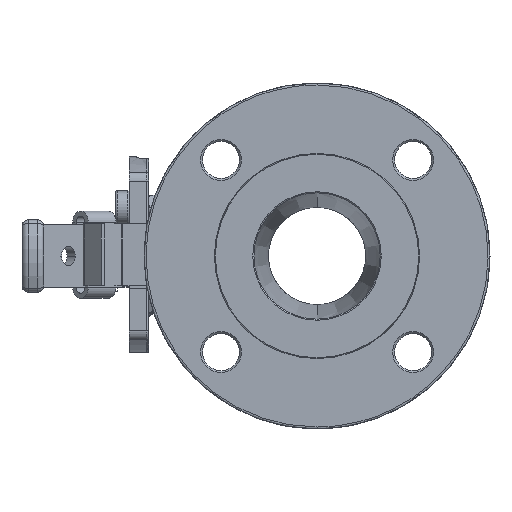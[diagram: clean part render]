
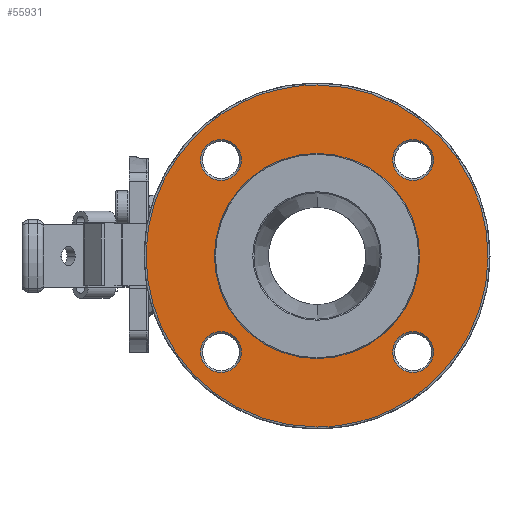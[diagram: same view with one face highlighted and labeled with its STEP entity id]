
A CAD part, left-side view. The second image highlights one B-rep face of the part: STEP entity #55931.
In plain terms, the highlighted planar face has unit normal (-1, 0, 0).
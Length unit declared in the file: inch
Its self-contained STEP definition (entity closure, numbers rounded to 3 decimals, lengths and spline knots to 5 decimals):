
#153 = AXIS2_PLACEMENT_3D ( 'NONE', #10653, #33340, #73488 ) ;
#3838 = CIRCLE ( 'NONE', #22794, 0.41339 ) ;
#4300 = AXIS2_PLACEMENT_3D ( 'NONE', #62518, #22348, #68079 ) ;
#5914 = DIRECTION ( 'NONE',  ( -1., 0., 0. ) ) ;
#6413 = CARTESIAN_POINT ( 'NONE',  ( -4.63694, -0.74861, 3.46063 ) ) ;
#7779 = DIRECTION ( 'NONE',  ( 1., 0., 0. ) ) ;
#8205 = DIRECTION ( 'NONE',  ( 0., -1., 0. ) ) ;
#10653 = CARTESIAN_POINT ( 'NONE',  ( -4.63694, -2.69315, 1.94454 ) ) ;
#11210 = CARTESIAN_POINT ( 'NONE',  ( -4.63694, -0.74861, -3.46063 ) ) ;
#11452 = ORIENTED_EDGE ( 'NONE', *, *, #61871, .T. ) ;
#11638 = CARTESIAN_POINT ( 'NONE',  ( -4.63694, -0.74861, -3.46063 ) ) ;
#11752 =( BOUNDED_CURVE ( )  B_SPLINE_CURVE ( 3, ( #6413, #29071, #51752, #35776 ),
 .UNSPECIFIED., .F., .F. ) 
 B_SPLINE_CURVE_WITH_KNOTS ( ( 4, 4 ),
 ( 0.5, 1. ),
 .UNSPECIFIED. ) 
 CURVE ( )  GEOMETRIC_REPRESENTATION_ITEM ( )  RATIONAL_B_SPLINE_CURVE ( ( 1., 0.333, 0.333, 1. ) ) 
 REPRESENTATION_ITEM ( '' )  );
#12285 = ORIENTED_EDGE ( 'NONE', *, *, #21097, .T. ) ;
#12816 = AXIS2_PLACEMENT_3D ( 'NONE', #17541, #27956, #28336 ) ;
#12947 = ORIENTED_EDGE ( 'NONE', *, *, #28505, .F. ) ;
#13313 = DIRECTION ( 'NONE',  ( 1., 0., 0. ) ) ;
#14381 = CIRCLE ( 'NONE', #153, 0.41339 ) ;
#14508 = CARTESIAN_POINT ( 'NONE',  ( -4.63694, -3.10654, 1.94454 ) ) ;
#15122 = EDGE_CURVE ( 'NONE', #40589, #61409, #57644, .T. ) ;
#15140 = CIRCLE ( 'NONE', #56732, 0.41339 ) ;
#16664 = FACE_BOUND ( 'NONE', #24264, .T. ) ;
#17250 = CIRCLE ( 'NONE', #43548, 0.41339 ) ;
#17301 = CIRCLE ( 'NONE', #32716, 0.41339 ) ;
#17541 = CARTESIAN_POINT ( 'NONE',  ( -4.63694, 1.19593, 1.94454 ) ) ;
#18166 = DIRECTION ( 'NONE',  ( 0., 1., 0. ) ) ;
#19456 = CARTESIAN_POINT ( 'NONE',  ( -4.63694, -0.74861, 3.46063 ) ) ;
#19645 = CARTESIAN_POINT ( 'NONE',  ( -4.63694, 1.19593, 1.94454 ) ) ;
#19870 = EDGE_LOOP ( 'NONE', ( #59767, #63704 ) ) ;
#20314 = DIRECTION ( 'NONE',  ( 1., 0., 0. ) ) ;
#20532 = ORIENTED_EDGE ( 'NONE', *, *, #40543, .T. ) ;
#21097 = EDGE_CURVE ( 'NONE', #27187, #59862, #67969, .T. ) ;
#21626 = EDGE_LOOP ( 'NONE', ( #11452, #41783 ) ) ;
#22157 = ORIENTED_EDGE ( 'NONE', *, *, #43256, .T. ) ;
#22240 = DIRECTION ( 'NONE',  ( 0., 0., 1. ) ) ;
#22348 = DIRECTION ( 'NONE',  ( 1., 0., 0. ) ) ;
#22595 = FACE_BOUND ( 'NONE', #21626, .T. ) ;
#22794 = AXIS2_PLACEMENT_3D ( 'NONE', #37762, #34707, #23153 ) ;
#23153 = DIRECTION ( 'NONE',  ( 0., -1., 0. ) ) ;
#23517 = CARTESIAN_POINT ( 'NONE',  ( -4.63694, 6.17265, 3.46063 ) ) ;
#23726 = DIRECTION ( 'NONE',  ( 1., 0., 0. ) ) ;
#23744 = CARTESIAN_POINT ( 'NONE',  ( -4.63694, 0.78255, -1.94454 ) ) ;
#24264 = EDGE_LOOP ( 'NONE', ( #22157, #12285 ) ) ;
#24758 = VERTEX_POINT ( 'NONE', #14508 ) ;
#24824 = CARTESIAN_POINT ( 'NONE',  ( -4.63694, -2.69315, 1.94454 ) ) ;
#25364 = CARTESIAN_POINT ( 'NONE',  ( -4.63694, -2.27977, -1.94454 ) ) ;
#26256 = DIRECTION ( 'NONE',  ( 1., 0., 0. ) ) ;
#26438 = EDGE_CURVE ( 'NONE', #72831, #24758, #14381, .T. ) ;
#27159 = CARTESIAN_POINT ( 'NONE',  ( -4.63694, 1.60932, 1.94454 ) ) ;
#27187 = VERTEX_POINT ( 'NONE', #28751 ) ;
#27441 = FACE_OUTER_BOUND ( 'NONE', #39132, .T. ) ;
#27464 = CARTESIAN_POINT ( 'NONE',  ( -4.63694, -2.82454, 0. ) ) ;
#27956 = DIRECTION ( 'NONE',  ( 1., 0., 0. ) ) ;
#28313 = EDGE_CURVE ( 'NONE', #45863, #57004, #3838, .T. ) ;
#28336 = DIRECTION ( 'NONE',  ( 0., -1., 0. ) ) ;
#28505 = EDGE_CURVE ( 'NONE', #59218, #66983, #68661, .T. ) ;
#28751 = CARTESIAN_POINT ( 'NONE',  ( -4.63694, 1.60932, -1.94454 ) ) ;
#29071 = CARTESIAN_POINT ( 'NONE',  ( -4.63694, -7.66987, 3.46063 ) ) ;
#31741 = EDGE_LOOP ( 'NONE', ( #73573, #68529 ) ) ;
#32304 = AXIS2_PLACEMENT_3D ( 'NONE', #24824, #13313, #53836 ) ;
#32716 = AXIS2_PLACEMENT_3D ( 'NONE', #65301, #26256, #49333 ) ;
#32993 = CARTESIAN_POINT ( 'NONE',  ( -4.63694, -3.10654, -1.94454 ) ) ;
#33340 = DIRECTION ( 'NONE',  ( 1., 0., 0. ) ) ;
#34707 = DIRECTION ( 'NONE',  ( 1., 0., 0. ) ) ;
#35776 = CARTESIAN_POINT ( 'NONE',  ( -4.63694, -0.74861, -3.46063 ) ) ;
#35943 = AXIS2_PLACEMENT_3D ( 'NONE', #52808, #36833, #8205 ) ;
#36833 = DIRECTION ( 'NONE',  ( 1., 0., 0. ) ) ;
#37024 = VERTEX_POINT ( 'NONE', #53596 ) ;
#37762 = CARTESIAN_POINT ( 'NONE',  ( -4.63694, -2.69315, -1.94454 ) ) ;
#37842 = DIRECTION ( 'NONE',  ( 0., -1., 0. ) ) ;
#37846 = AXIS2_PLACEMENT_3D ( 'NONE', #50525, #5914, #22240 ) ;
#39132 = EDGE_LOOP ( 'NONE', ( #59906, #12947 ) ) ;
#39366 = FACE_BOUND ( 'NONE', #70466, .T. ) ;
#39786 = AXIS2_PLACEMENT_3D ( 'NONE', #59427, #23726, #18166 ) ;
#40287 = CARTESIAN_POINT ( 'NONE',  ( -4.63694, 6.17265, -3.46063 ) ) ;
#40543 = EDGE_CURVE ( 'NONE', #48358, #37024, #44864, .T. ) ;
#40589 = VERTEX_POINT ( 'NONE', #50302 ) ;
#41783 = ORIENTED_EDGE ( 'NONE', *, *, #26438, .T. ) ;
#43256 = EDGE_CURVE ( 'NONE', #59862, #27187, #15140, .T. ) ;
#43548 = AXIS2_PLACEMENT_3D ( 'NONE', #19645, #7779, #69867 ) ;
#44864 = CIRCLE ( 'NONE', #12816, 0.41339 ) ;
#44940 = FACE_BOUND ( 'NONE', #31741, .T. ) ;
#45863 = VERTEX_POINT ( 'NONE', #32993 ) ;
#48358 = VERTEX_POINT ( 'NONE', #27159 ) ;
#49333 = DIRECTION ( 'NONE',  ( 0., -1., 0. ) ) ;
#50035 = ORIENTED_EDGE ( 'NONE', *, *, #51200, .T. ) ;
#50302 = CARTESIAN_POINT ( 'NONE',  ( -4.63694, 1.32732, 0. ) ) ;
#50525 = CARTESIAN_POINT ( 'NONE',  ( -4.63694, -2.82454, 0. ) ) ;
#51200 = EDGE_CURVE ( 'NONE', #37024, #48358, #17250, .T. ) ;
#51752 = CARTESIAN_POINT ( 'NONE',  ( -4.63694, -7.66987, -3.46063 ) ) ;
#51870 = EDGE_CURVE ( 'NONE', #57004, #45863, #17301, .T. ) ;
#52808 = CARTESIAN_POINT ( 'NONE',  ( -4.63694, 1.19593, -1.94454 ) ) ;
#53596 = CARTESIAN_POINT ( 'NONE',  ( -4.63694, 0.78255, 1.94454 ) ) ;
#53836 = DIRECTION ( 'NONE',  ( 0., -1., 0. ) ) ;
#54922 = CARTESIAN_POINT ( 'NONE',  ( -4.63694, 1.19593, -1.94454 ) ) ;
#55931 = ADVANCED_FACE ( 'NONE', ( #44940, #27441, #16664, #39366, #22595, #73570 ), #57219, .T. ) ;
#55971 = CARTESIAN_POINT ( 'NONE',  ( -4.63694, -2.27977, 1.94454 ) ) ;
#56309 = CARTESIAN_POINT ( 'NONE',  ( -4.63694, -0.74861, 3.46063 ) ) ;
#56732 = AXIS2_PLACEMENT_3D ( 'NONE', #54922, #20314, #37842 ) ;
#57004 = VERTEX_POINT ( 'NONE', #25364 ) ;
#57219 = PLANE ( 'NONE',  #37846 ) ;
#57644 = CIRCLE ( 'NONE', #39786, 2.07593 ) ;
#59218 = VERTEX_POINT ( 'NONE', #11210 ) ;
#59427 = CARTESIAN_POINT ( 'NONE',  ( -4.63694, -0.74861, 0. ) ) ;
#59767 = ORIENTED_EDGE ( 'NONE', *, *, #28313, .T. ) ;
#59862 = VERTEX_POINT ( 'NONE', #23744 ) ;
#59906 = ORIENTED_EDGE ( 'NONE', *, *, #64318, .F. ) ;
#61409 = VERTEX_POINT ( 'NONE', #27464 ) ;
#61871 = EDGE_CURVE ( 'NONE', #24758, #72831, #64338, .T. ) ;
#62518 = CARTESIAN_POINT ( 'NONE',  ( -4.63694, -0.74861, 0. ) ) ;
#63704 = ORIENTED_EDGE ( 'NONE', *, *, #51870, .T. ) ;
#64318 = EDGE_CURVE ( 'NONE', #66983, #59218, #11752, .T. ) ;
#64338 = CIRCLE ( 'NONE', #32304, 0.41339 ) ;
#65301 = CARTESIAN_POINT ( 'NONE',  ( -4.63694, -2.69315, -1.94454 ) ) ;
#66983 = VERTEX_POINT ( 'NONE', #19456 ) ;
#67969 = CIRCLE ( 'NONE', #35943, 0.41339 ) ;
#68079 = DIRECTION ( 'NONE',  ( 0., 1., 0. ) ) ;
#68529 = ORIENTED_EDGE ( 'NONE', *, *, #70257, .T. ) ;
#68661 =( BOUNDED_CURVE ( )  B_SPLINE_CURVE ( 3, ( #11638, #40287, #23517, #56309 ),
 .UNSPECIFIED., .F., .F. ) 
 B_SPLINE_CURVE_WITH_KNOTS ( ( 4, 4 ),
 ( 0., 0.5 ),
 .UNSPECIFIED. ) 
 CURVE ( )  GEOMETRIC_REPRESENTATION_ITEM ( )  RATIONAL_B_SPLINE_CURVE ( ( 1., 0.333, 0.333, 1. ) ) 
 REPRESENTATION_ITEM ( '' )  );
#69867 = DIRECTION ( 'NONE',  ( 0., -1., 0. ) ) ;
#70257 = EDGE_CURVE ( 'NONE', #61409, #40589, #71974, .T. ) ;
#70466 = EDGE_LOOP ( 'NONE', ( #50035, #20532 ) ) ;
#71974 = CIRCLE ( 'NONE', #4300, 2.07593 ) ;
#72831 = VERTEX_POINT ( 'NONE', #55971 ) ;
#73488 = DIRECTION ( 'NONE',  ( 0., -1., 0. ) ) ;
#73570 = FACE_BOUND ( 'NONE', #19870, .T. ) ;
#73573 = ORIENTED_EDGE ( 'NONE', *, *, #15122, .T. ) ;
